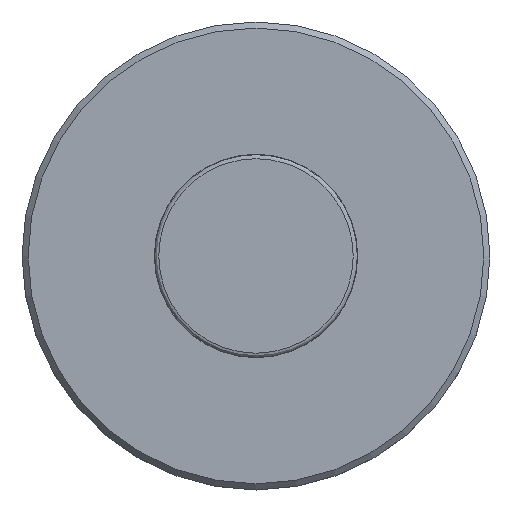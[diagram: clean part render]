
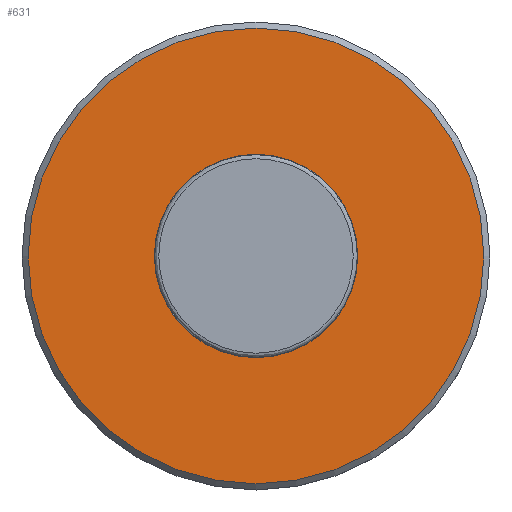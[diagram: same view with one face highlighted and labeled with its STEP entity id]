
A CAD part, top view. The second image highlights one B-rep face of the part: STEP entity #631.
In plain terms, the highlighted planar face has unit normal (0, 0, 1).
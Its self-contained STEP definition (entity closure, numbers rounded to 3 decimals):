
#51=FACE_BOUND('',#138,.T.);
#62=PLANE('',#718);
#99=FACE_OUTER_BOUND('',#137,.T.);
#137=EDGE_LOOP('',(#495));
#138=EDGE_LOOP('',(#496,#497));
#195=CIRCLE('',#717,5.6);
#196=CIRCLE('',#719,2.5);
#197=CIRCLE('',#720,2.5);
#301=VERTEX_POINT('',#1805);
#302=VERTEX_POINT('',#1809);
#303=VERTEX_POINT('',#1810);
#372=EDGE_CURVE('',#301,#301,#195,.T.);
#374=EDGE_CURVE('',#302,#303,#196,.T.);
#375=EDGE_CURVE('',#303,#302,#197,.T.);
#495=ORIENTED_EDGE('',*,*,#372,.F.);
#496=ORIENTED_EDGE('',*,*,#374,.F.);
#497=ORIENTED_EDGE('',*,*,#375,.F.);
#631=ADVANCED_FACE('',(#99,#51),#62,.T.);
#717=AXIS2_PLACEMENT_3D('',#1806,#894,#895);
#718=AXIS2_PLACEMENT_3D('',#1808,#897,#898);
#719=AXIS2_PLACEMENT_3D('',#1811,#899,#900);
#720=AXIS2_PLACEMENT_3D('',#1812,#901,#902);
#894=DIRECTION('center_axis',(0.,0.,-1.));
#895=DIRECTION('ref_axis',(-1.,0.,0.));
#897=DIRECTION('center_axis',(0.,0.,1.));
#898=DIRECTION('ref_axis',(0.,1.,0.));
#899=DIRECTION('center_axis',(0.,0.,1.));
#900=DIRECTION('ref_axis',(1.,0.,0.));
#901=DIRECTION('center_axis',(0.,0.,1.));
#902=DIRECTION('ref_axis',(1.,0.,0.));
#1805=CARTESIAN_POINT('',(5.6,0.,14.4));
#1806=CARTESIAN_POINT('Origin',(0.,0.,14.4));
#1808=CARTESIAN_POINT('Origin',(4.125,0.,14.4));
#1809=CARTESIAN_POINT('',(2.5,0.,14.4));
#1810=CARTESIAN_POINT('',(-2.5,0.,14.4));
#1811=CARTESIAN_POINT('Origin',(0.,0.,14.4));
#1812=CARTESIAN_POINT('Origin',(0.,0.,14.4));
